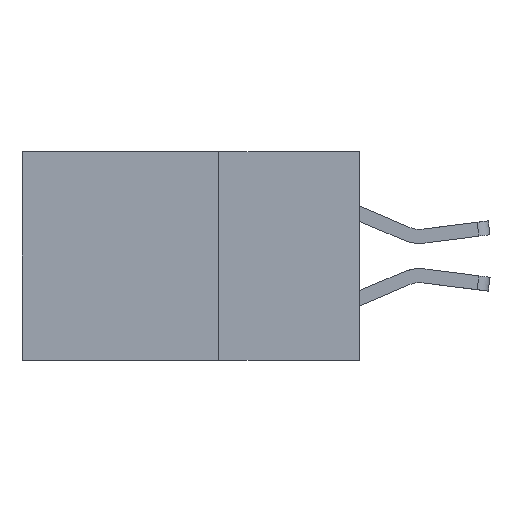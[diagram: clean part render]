
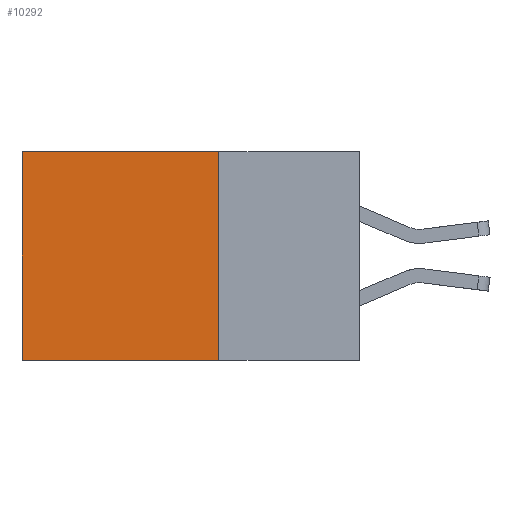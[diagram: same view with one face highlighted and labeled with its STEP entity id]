
A CAD part, left-side view. The second image highlights one B-rep face of the part: STEP entity #10292.
In plain terms, the highlighted planar face has unit normal (-1, 0, 0).
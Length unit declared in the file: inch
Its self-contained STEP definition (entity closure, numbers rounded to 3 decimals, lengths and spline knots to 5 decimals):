
#46 = CARTESIAN_POINT ( 'NONE',  ( 0.2875, 0.25, -0.37 ) ) ;
#112 = DIRECTION ( 'NONE',  ( 0., 1., 0. ) ) ;
#299 = CARTESIAN_POINT ( 'NONE',  ( 0.2875, 0.6, 0. ) ) ;
#351 = CARTESIAN_POINT ( 'NONE',  ( 0.2875, 0.25, 0. ) ) ;
#1539 = EDGE_CURVE ( 'NONE', #4984, #10073, #12683, .T. ) ;
#2079 = ORIENTED_EDGE ( 'NONE', *, *, #1539, .F. ) ;
#3075 = EDGE_CURVE ( 'NONE', #10073, #9472, #4316, .T. ) ;
#3534 = DIRECTION ( 'NONE',  ( 0., 0., -1. ) ) ;
#3665 = DIRECTION ( 'NONE',  ( 1., 0., 0. ) ) ;
#4316 = LINE ( 'NONE', #46, #6763 ) ;
#4328 = ORIENTED_EDGE ( 'NONE', *, *, #3075, .F. ) ;
#4680 = CARTESIAN_POINT ( 'NONE',  ( 0.2875, 0.25, 0. ) ) ;
#4683 = EDGE_CURVE ( 'NONE', #4984, #12084, #12204, .T. ) ;
#4824 = DIRECTION ( 'NONE',  ( 0., 0., -1. ) ) ;
#4984 = VERTEX_POINT ( 'NONE', #6018 ) ;
#5527 = CARTESIAN_POINT ( 'NONE',  ( 0.2875, 0.25, 0. ) ) ;
#5573 = DIRECTION ( 'NONE',  ( 0., 1., 0. ) ) ;
#5968 = AXIS2_PLACEMENT_3D ( 'NONE', #351, #3665, #10758 ) ;
#6018 = CARTESIAN_POINT ( 'NONE',  ( 0.2875, 0.25, 0. ) ) ;
#6763 = VECTOR ( 'NONE', #112, 39.37008 ) ;
#7089 = FACE_OUTER_BOUND ( 'NONE', #8646, .T. ) ;
#7751 = LINE ( 'NONE', #10648, #8066 ) ;
#7923 = VECTOR ( 'NONE', #4824, 39.37008 ) ;
#8061 = ORIENTED_EDGE ( 'NONE', *, *, #4683, .T. ) ;
#8066 = VECTOR ( 'NONE', #3534, 39.37008 ) ;
#8143 = CARTESIAN_POINT ( 'NONE',  ( 0.2875, 0.6, -0.37 ) ) ;
#8646 = EDGE_LOOP ( 'NONE', ( #11938, #4328, #2079, #8061 ) ) ;
#9213 = CARTESIAN_POINT ( 'NONE',  ( 0.2875, 0.25, -0.37 ) ) ;
#9472 = VERTEX_POINT ( 'NONE', #8143 ) ;
#9728 = VECTOR ( 'NONE', #5573, 39.37008 ) ;
#9768 = EDGE_CURVE ( 'NONE', #12084, #9472, #7751, .T. ) ;
#9797 = PLANE ( 'NONE',  #5968 ) ;
#10073 = VERTEX_POINT ( 'NONE', #9213 ) ;
#10292 = ADVANCED_FACE ( 'NONE', ( #7089 ), #9797, .F. ) ;
#10648 = CARTESIAN_POINT ( 'NONE',  ( 0.2875, 0.6, 0. ) ) ;
#10758 = DIRECTION ( 'NONE',  ( 0., 0., -1. ) ) ;
#11938 = ORIENTED_EDGE ( 'NONE', *, *, #9768, .T. ) ;
#12084 = VERTEX_POINT ( 'NONE', #299 ) ;
#12204 = LINE ( 'NONE', #5527, #9728 ) ;
#12683 = LINE ( 'NONE', #4680, #7923 ) ;
